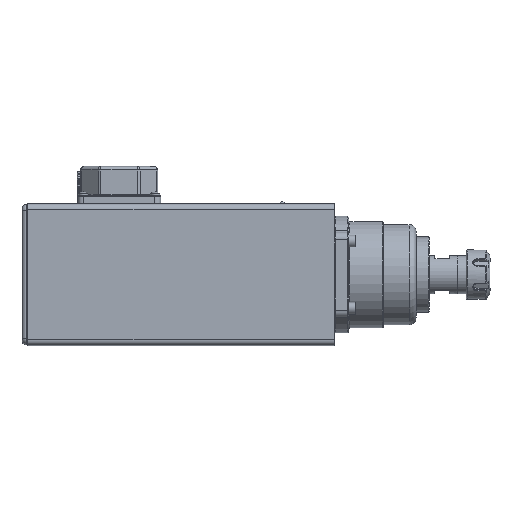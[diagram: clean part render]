
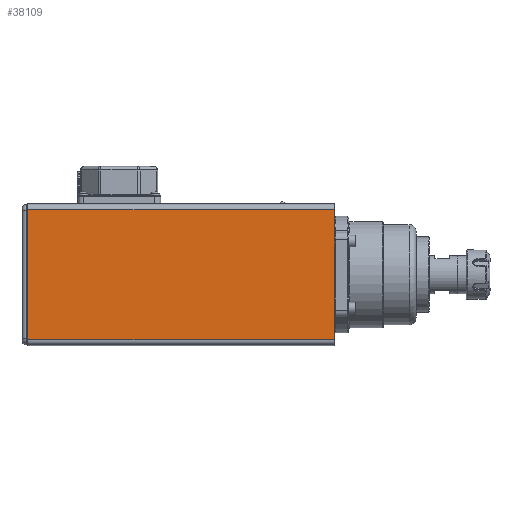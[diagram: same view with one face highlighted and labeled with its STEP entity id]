
A CAD part, left-side view. The second image highlights one B-rep face of the part: STEP entity #38109.
In plain terms, the highlighted planar face has unit normal (-1, 0, 0).
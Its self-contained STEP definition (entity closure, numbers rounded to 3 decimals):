
#3136=AXIS2_PLACEMENT_3D('',#43474,#12003,$);
#5244=PLANE('',#3136);
#6557=VECTOR('',#11843,1.);
#6584=VECTOR('',#11953,1.);
#6603=VECTOR('',#12004,1.);
#6604=VECTOR('',#12005,1.);
#9013=LINE('',#43279,#6557);
#9040=LINE('',#43413,#6584);
#9059=LINE('',#43475,#6603);
#9060=LINE('',#43476,#6604);
#11843=DIRECTION('',(0.,0.,1.));
#11953=DIRECTION('',(0.,0.,1.));
#12003=DIRECTION('',(1.,0.,0.));
#12004=DIRECTION('',(0.,1.,0.));
#12005=DIRECTION('',(0.,-1.,0.));
#17464=VERTEX_POINT('',#43280);
#17465=VERTEX_POINT('',#43281);
#17528=VERTEX_POINT('',#43412);
#17529=VERTEX_POINT('',#43414);
#21896=EDGE_CURVE('',#17464,#17465,#9013,.T.);
#21964=EDGE_CURVE('',#17529,#17528,#9040,.T.);
#21997=EDGE_CURVE('',#17528,#17465,#9059,.T.);
#21998=EDGE_CURVE('',#17464,#17529,#9060,.T.);
#26831=ORIENTED_EDGE('',*,*,#21964,.T.);
#26832=ORIENTED_EDGE('',*,*,#21997,.T.);
#26833=ORIENTED_EDGE('',*,*,#21896,.F.);
#26834=ORIENTED_EDGE('',*,*,#21998,.T.);
#34508=EDGE_LOOP('',(#26831,#26832,#26833,#26834));
#36317=FACE_BOUND('',#34508,.T.);
#38109=ADVANCED_FACE('',(#36317),#5244,.F.);
#43279=CARTESIAN_POINT('',(-51.,260.,-55.));
#43280=CARTESIAN_POINT('',(-51.,260.,-55.));
#43281=CARTESIAN_POINT('',(-51.,260.,55.));
#43412=CARTESIAN_POINT('',(-51.,0.,55.));
#43413=CARTESIAN_POINT('',(-51.,0.,-55.));
#43414=CARTESIAN_POINT('',(-51.,0.,-55.));
#43474=CARTESIAN_POINT('',(-51.,260.,-60.));
#43475=CARTESIAN_POINT('',(-51.,0.,55.));
#43476=CARTESIAN_POINT('',(-51.,260.,-55.));
